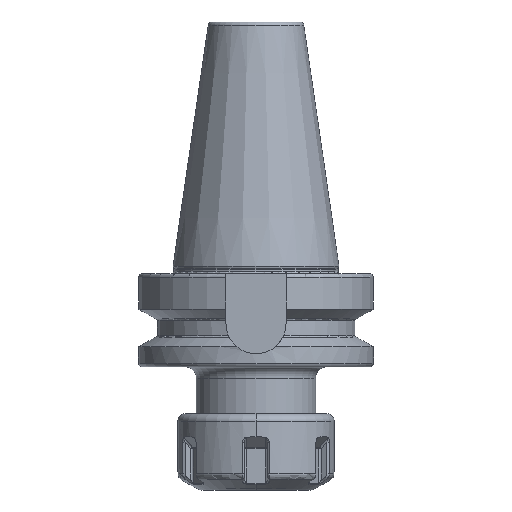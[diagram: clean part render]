
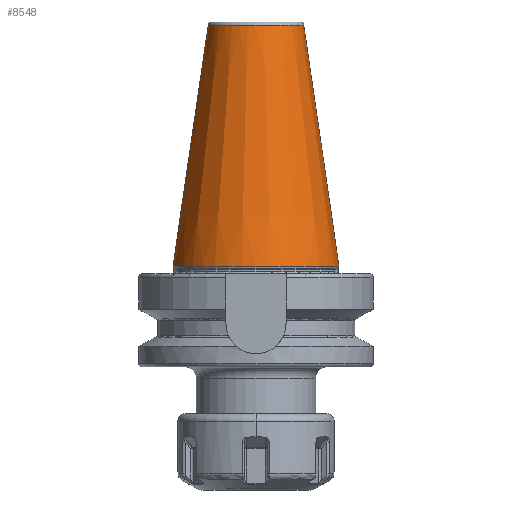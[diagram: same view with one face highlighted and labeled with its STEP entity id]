
A CAD part, left-side view. The second image highlights one B-rep face of the part: STEP entity #8548.
In plain terms, the highlighted conical face has half-angle 8.297 degrees and reference radius 17.519 mm.
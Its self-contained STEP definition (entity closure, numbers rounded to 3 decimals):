
#2697=CARTESIAN_POINT('',(0,0,91.544));
#2698=DIRECTION('',(0,0,1));
#2699=DIRECTION('',(0,1,0));
#2700=AXIS2_PLACEMENT_3D('',#2697,#2698,#2699);
#2702=DIRECTION('',(0.,0.144,0.99));
#2703=VECTOR('',#2702,65.227);
#2704=CARTESIAN_POINT('',(0,-22.225,27));
#2705=LINE('',#2704,#2703);
#2706=CARTESIAN_POINT('',(0,0,27));
#2707=DIRECTION('',(0,0,1));
#2708=DIRECTION('',(0,1,0));
#2709=AXIS2_PLACEMENT_3D('',#2706,#2707,#2708);
#2711=DIRECTION('',(0.,-0.144,0.99));
#2712=VECTOR('',#2711,65.227);
#2713=CARTESIAN_POINT('',(0,22.225,27));
#2714=LINE('',#2713,#2712);
#3586=CARTESIAN_POINT('',(0,22.225,27));
#3588=VERTEX_POINT('',#3586);
#3602=CARTESIAN_POINT('',(0,-22.225,27));
#3604=VERTEX_POINT('',#3602);
#3629=CARTESIAN_POINT('',(0,12.812,91.544));
#3630=CARTESIAN_POINT('',(0,-12.812,91.544));
#3631=VERTEX_POINT('',#3629);
#3632=VERTEX_POINT('',#3630);
#8534=CARTESIAN_POINT('',(0,0,59.272));
#8535=DIRECTION('',(0,0,-1));
#8536=DIRECTION('',(0,-1,0));
#8537=AXIS2_PLACEMENT_3D('',#8534,#8535,#8536);
#8538=CONICAL_SURFACE('',#8537,17.519,8.297);
#8540=ORIENTED_EDGE('',*,*,#8539,.T.);
#8542=ORIENTED_EDGE('',*,*,#8541,.F.);
#8543=ORIENTED_EDGE('',*,*,#8527,.F.);
#8545=ORIENTED_EDGE('',*,*,#8544,.T.);
#8546=EDGE_LOOP('',(#8540,#8542,#8543,#8545));
#8547=FACE_OUTER_BOUND('',#8546,.F.);
#8548=ADVANCED_FACE('',(#8547),#8538,.T.);
#2701=CIRCLE('',#2700,12.812);
#2710=CIRCLE('',#2709,22.225);
#8527=EDGE_CURVE('',#3588,#3604,#2710,.T.);
#8539=EDGE_CURVE('',#3631,#3632,#2701,.T.);
#8541=EDGE_CURVE('',#3604,#3632,#2705,.T.);
#8544=EDGE_CURVE('',#3588,#3631,#2714,.T.);
